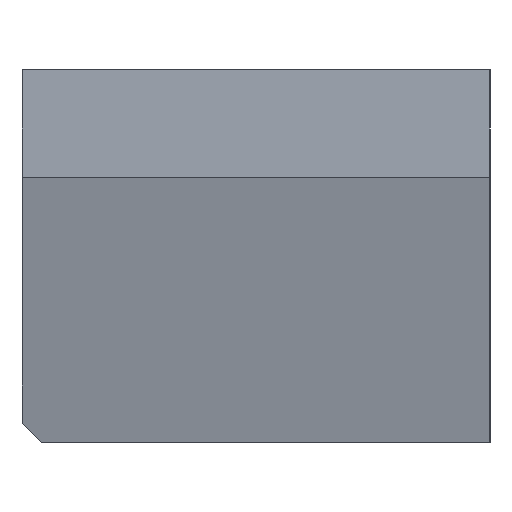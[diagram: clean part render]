
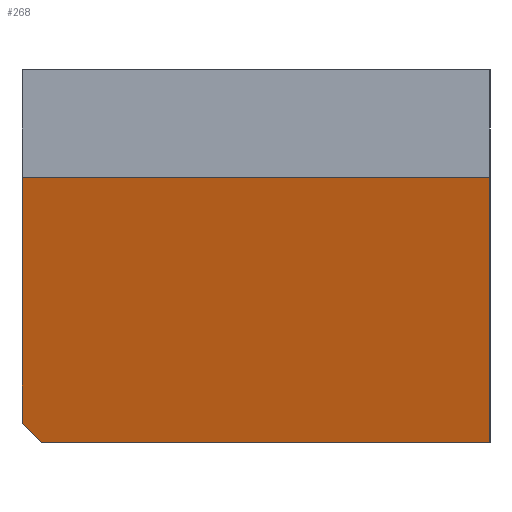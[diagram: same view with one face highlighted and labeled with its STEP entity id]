
A CAD part, left-side view. The second image highlights one B-rep face of the part: STEP entity #268.
In plain terms, the highlighted planar face has unit normal (-0.943, 0.334, 0).
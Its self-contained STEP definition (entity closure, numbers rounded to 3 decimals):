
#268=ADVANCED_FACE('NONE',(#646),#647,.F.);
#646=FACE_OUTER_BOUND('',#1123,.T.);
#647=PLANE('',#1124);
#1123=EDGE_LOOP('',(#2077,#2078,#2079,#2080,#2081));
#1124=AXIS2_PLACEMENT_3D('',#2082,#2083,#2084);
#2077=ORIENTED_EDGE('',*,*,#3234,.T.);
#2078=ORIENTED_EDGE('',*,*,#3330,.T.);
#2079=ORIENTED_EDGE('',*,*,#3331,.T.);
#2080=ORIENTED_EDGE('',*,*,#3218,.F.);
#2081=ORIENTED_EDGE('',*,*,#3332,.T.);
#2082=CARTESIAN_POINT('',(-8.69,-24.5,39.0));
#2083=DIRECTION('',(0.942,-0.334,0.0));
#2084=DIRECTION('',(0.0,0.0,-1.0));
#3218=EDGE_CURVE('NONE',#4023,#4025,#4026,.T.);
#3234=EDGE_CURVE('NONE',#4047,#4045,#4048,.T.);
#3330=EDGE_CURVE('NONE',#4045,#4206,#4207,.T.);
#3331=EDGE_CURVE('NONE',#4206,#4025,#4208,.T.);
#3332=EDGE_CURVE('NONE',#4023,#4047,#4209,.T.);
#4023=VERTEX_POINT('NONE',#5127);
#4025=VERTEX_POINT('NONE',#5130);
#4026=LINE('',#5131,#5132);
#4045=VERTEX_POINT('NONE',#5157);
#4047=VERTEX_POINT('NONE',#5160);
#4048=LINE('',#5161,#5162);
#4206=VERTEX_POINT('NONE',#5412);
#4207=LINE('',#5413,#5414);
#4208=LINE('',#5415,#5416);
#4209=LINE('',#5417,#5418);
#5127=CARTESIAN_POINT('',(-8.69,-24.5,27.75));
#5130=CARTESIAN_POINT('',(-8.69,-24.5,0.0));
#5131=CARTESIAN_POINT('',(-8.69,-24.5,39.0));
#5132=VECTOR('',#5966,1000.0);
#5157=CARTESIAN_POINT('',(8.69,24.5,2.0));
#5160=CARTESIAN_POINT('',(8.69,24.5,27.75));
#5161=CARTESIAN_POINT('',(8.69,24.5,39.0));
#5162=VECTOR('',#5992,1000.0);
#5412=CARTESIAN_POINT('',(7.98,22.5,0.0));
#5413=CARTESIAN_POINT('',(8.69,24.5,2.0));
#5414=VECTOR('',#6091,1000.0);
#5415=CARTESIAN_POINT('',(-8.69,-24.5,0.0));
#5416=VECTOR('',#6092,1000.0);
#5417=CARTESIAN_POINT('',(-8.69,-24.5,27.75));
#5418=VECTOR('',#6093,1000.0);
#5966=DIRECTION('',(-0.0,-0.0,-1.0));
#5992=DIRECTION('',(-0.0,-0.0,-1.0));
#6091=DIRECTION('',(-0.243,-0.686,-0.686));
#6092=DIRECTION('',(-0.334,-0.942,-0.0));
#6093=DIRECTION('',(0.334,0.942,0.0));
